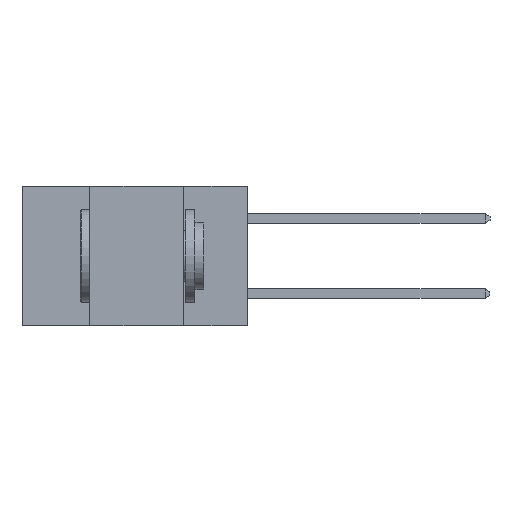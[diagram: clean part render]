
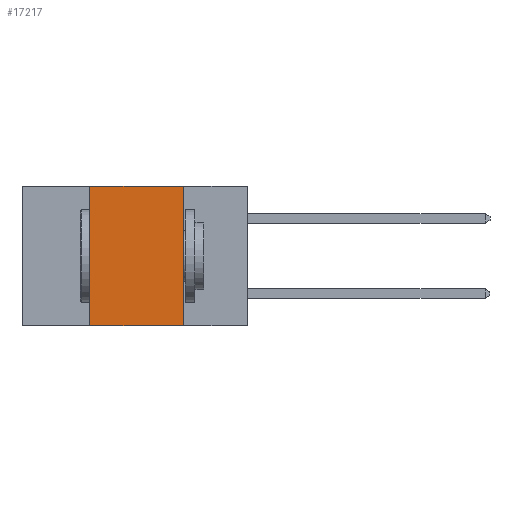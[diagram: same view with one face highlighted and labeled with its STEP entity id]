
A CAD part, left-side view. The second image highlights one B-rep face of the part: STEP entity #17217.
In plain terms, the highlighted planar face has unit normal (-1, 0, 0).
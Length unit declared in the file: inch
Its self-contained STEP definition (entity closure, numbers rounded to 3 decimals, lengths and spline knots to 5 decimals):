
#724 = VERTEX_POINT ( 'NONE', #3200 ) ;
#788 = FACE_OUTER_BOUND ( 'NONE', #5626, .T. ) ;
#1270 = ORIENTED_EDGE ( 'NONE', *, *, #22180, .F. ) ;
#1326 = VECTOR ( 'NONE', #25034, 39.37008 ) ;
#1566 = DIRECTION ( 'NONE',  ( 0., 0., -1. ) ) ;
#1623 = VERTEX_POINT ( 'NONE', #27128 ) ;
#2028 = LINE ( 'NONE', #16024, #1326 ) ;
#2626 = DIRECTION ( 'NONE',  ( 0., -1., 0. ) ) ;
#3200 = CARTESIAN_POINT ( 'NONE',  ( 0., 0.42, -0.37 ) ) ;
#3372 = EDGE_CURVE ( 'NONE', #724, #16632, #2028, .T. ) ;
#3852 = CARTESIAN_POINT ( 'NONE',  ( 0., 0.42, 0. ) ) ;
#4207 = DIRECTION ( 'NONE',  ( 0., 0., -1. ) ) ;
#5183 = CARTESIAN_POINT ( 'NONE',  ( 0., 0.6, 0. ) ) ;
#5626 = EDGE_LOOP ( 'NONE', ( #12189, #1270, #13544, #19215 ) ) ;
#5782 = EDGE_CURVE ( 'NONE', #724, #6094, #21070, .T. ) ;
#6094 = VERTEX_POINT ( 'NONE', #6862 ) ;
#6862 = CARTESIAN_POINT ( 'NONE',  ( 0., 0.17, -0.37 ) ) ;
#7996 = CARTESIAN_POINT ( 'NONE',  ( 0., 0.6, -0.37 ) ) ;
#8084 = PLANE ( 'NONE',  #10607 ) ;
#8954 = LINE ( 'NONE', #14984, #25165 ) ;
#9757 = VECTOR ( 'NONE', #2626, 39.37008 ) ;
#10607 = AXIS2_PLACEMENT_3D ( 'NONE', #20875, #14570, #1566 ) ;
#12189 = ORIENTED_EDGE ( 'NONE', *, *, #18624, .F. ) ;
#13544 = ORIENTED_EDGE ( 'NONE', *, *, #3372, .F. ) ;
#14570 = DIRECTION ( 'NONE',  ( 1., 0., 0. ) ) ;
#14984 = CARTESIAN_POINT ( 'NONE',  ( 0., 0.17, 0. ) ) ;
#16024 = CARTESIAN_POINT ( 'NONE',  ( 0., 0.42, 0. ) ) ;
#16632 = VERTEX_POINT ( 'NONE', #3852 ) ;
#16851 = VECTOR ( 'NONE', #24333, 39.37008 ) ;
#17217 = ADVANCED_FACE ( 'NONE', ( #788 ), #8084, .F. ) ;
#18197 = LINE ( 'NONE', #5183, #16851 ) ;
#18624 = EDGE_CURVE ( 'NONE', #1623, #6094, #8954, .T. ) ;
#19215 = ORIENTED_EDGE ( 'NONE', *, *, #5782, .T. ) ;
#20875 = CARTESIAN_POINT ( 'NONE',  ( 0., 0.6, 0. ) ) ;
#21070 = LINE ( 'NONE', #7996, #9757 ) ;
#22180 = EDGE_CURVE ( 'NONE', #16632, #1623, #18197, .T. ) ;
#24333 = DIRECTION ( 'NONE',  ( 0., -1., 0. ) ) ;
#25034 = DIRECTION ( 'NONE',  ( 0., 0., 1. ) ) ;
#25165 = VECTOR ( 'NONE', #4207, 39.37008 ) ;
#27128 = CARTESIAN_POINT ( 'NONE',  ( 0., 0.17, 0. ) ) ;
